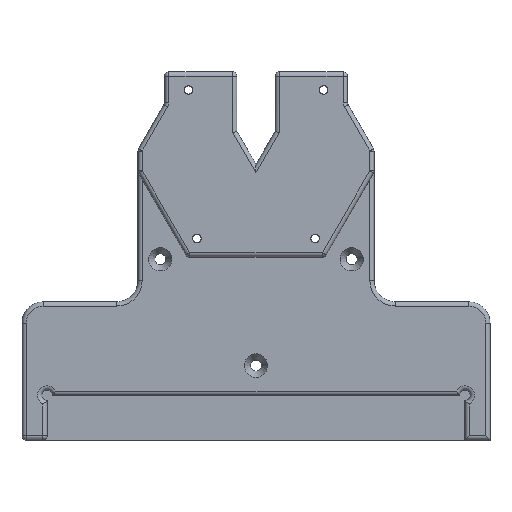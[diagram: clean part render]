
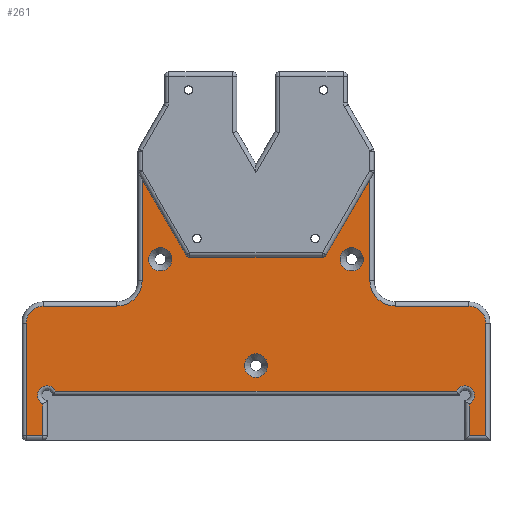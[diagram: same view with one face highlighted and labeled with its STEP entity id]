
A CAD part, top view. The second image highlights one B-rep face of the part: STEP entity #261.
In plain terms, the highlighted planar face has unit normal (0, 0, 1).
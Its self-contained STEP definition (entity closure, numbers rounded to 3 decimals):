
#123=FACE_BOUND('',#481,.T.);
#124=FACE_BOUND('',#482,.T.);
#125=FACE_BOUND('',#483,.T.);
#126=FACE_BOUND('',#484,.T.);
#160=CIRCLE('',#1692,5.5);
#161=CIRCLE('',#1693,5.5);
#162=CIRCLE('',#1694,5.5);
#163=CIRCLE('',#1695,12.);
#164=CIRCLE('',#1696,2.);
#165=CIRCLE('',#1697,2.);
#166=CIRCLE('',#1698,12.);
#167=CIRCLE('',#1699,8.);
#168=CIRCLE('',#1700,4.5);
#169=CIRCLE('',#1701,4.5);
#170=CIRCLE('',#1702,8.);
#261=ADVANCED_FACE('',(#123,#124,#125,#126),#364,.T.);
#364=PLANE('',#1703);
#481=EDGE_LOOP('',(#614));
#482=EDGE_LOOP('',(#615));
#483=EDGE_LOOP('',(#616));
#484=EDGE_LOOP('',(#617,#618,#619,#620,#621,#622,#623,#624,#625,#626,#627,
#628,#629,#630,#631,#632,#633,#634,#635,#636,#637,#638));
#614=ORIENTED_EDGE('',*,*,#1222,.T.);
#615=ORIENTED_EDGE('',*,*,#1223,.T.);
#616=ORIENTED_EDGE('',*,*,#1224,.T.);
#617=ORIENTED_EDGE('',*,*,#1225,.T.);
#618=ORIENTED_EDGE('',*,*,#1226,.T.);
#619=ORIENTED_EDGE('',*,*,#1227,.T.);
#620=ORIENTED_EDGE('',*,*,#1228,.T.);
#621=ORIENTED_EDGE('',*,*,#1229,.F.);
#622=ORIENTED_EDGE('',*,*,#1230,.T.);
#623=ORIENTED_EDGE('',*,*,#1231,.T.);
#624=ORIENTED_EDGE('',*,*,#1232,.T.);
#625=ORIENTED_EDGE('',*,*,#1233,.T.);
#626=ORIENTED_EDGE('',*,*,#1234,.T.);
#627=ORIENTED_EDGE('',*,*,#1235,.T.);
#628=ORIENTED_EDGE('',*,*,#1236,.T.);
#629=ORIENTED_EDGE('',*,*,#1237,.T.);
#630=ORIENTED_EDGE('',*,*,#1238,.T.);
#631=ORIENTED_EDGE('',*,*,#1239,.T.);
#632=ORIENTED_EDGE('',*,*,#1240,.T.);
#633=ORIENTED_EDGE('',*,*,#1241,.T.);
#634=ORIENTED_EDGE('',*,*,#1242,.T.);
#635=ORIENTED_EDGE('',*,*,#1243,.T.);
#636=ORIENTED_EDGE('',*,*,#1244,.T.);
#637=ORIENTED_EDGE('',*,*,#1245,.T.);
#638=ORIENTED_EDGE('',*,*,#1246,.T.);
#1080=VERTEX_POINT('',#2466);
#1081=VERTEX_POINT('',#2468);
#1082=VERTEX_POINT('',#2470);
#1083=VERTEX_POINT('',#2472);
#1084=VERTEX_POINT('',#2473);
#1085=VERTEX_POINT('',#2475);
#1086=VERTEX_POINT('',#2477);
#1087=VERTEX_POINT('',#2479);
#1088=VERTEX_POINT('',#2481);
#1089=VERTEX_POINT('',#2483);
#1090=VERTEX_POINT('',#2485);
#1091=VERTEX_POINT('',#2487);
#1092=VERTEX_POINT('',#2489);
#1093=VERTEX_POINT('',#2491);
#1094=VERTEX_POINT('',#2493);
#1095=VERTEX_POINT('',#2495);
#1096=VERTEX_POINT('',#2497);
#1097=VERTEX_POINT('',#2499);
#1098=VERTEX_POINT('',#2501);
#1099=VERTEX_POINT('',#2503);
#1100=VERTEX_POINT('',#2505);
#1101=VERTEX_POINT('',#2507);
#1102=VERTEX_POINT('',#2509);
#1103=VERTEX_POINT('',#2511);
#1104=VERTEX_POINT('',#2513);
#1222=EDGE_CURVE('',#1080,#1080,#160,.T.);
#1223=EDGE_CURVE('',#1081,#1081,#161,.T.);
#1224=EDGE_CURVE('',#1082,#1082,#162,.T.);
#1225=EDGE_CURVE('',#1083,#1084,#163,.T.);
#1226=EDGE_CURVE('',#1084,#1085,#1455,.T.);
#1227=EDGE_CURVE('',#1085,#1086,#1456,.T.);
#1228=EDGE_CURVE('',#1086,#1087,#164,.T.);
#1229=EDGE_CURVE('',#1088,#1087,#1457,.T.);
#1230=EDGE_CURVE('',#1088,#1089,#165,.T.);
#1231=EDGE_CURVE('',#1089,#1090,#1458,.T.);
#1232=EDGE_CURVE('',#1090,#1091,#1459,.T.);
#1233=EDGE_CURVE('',#1091,#1092,#166,.T.);
#1234=EDGE_CURVE('',#1092,#1093,#1460,.T.);
#1235=EDGE_CURVE('',#1093,#1094,#167,.T.);
#1236=EDGE_CURVE('',#1094,#1095,#1461,.T.);
#1237=EDGE_CURVE('',#1095,#1096,#1462,.T.);
#1238=EDGE_CURVE('',#1096,#1097,#1463,.T.);
#1239=EDGE_CURVE('',#1097,#1098,#168,.T.);
#1240=EDGE_CURVE('',#1098,#1099,#1464,.T.);
#1241=EDGE_CURVE('',#1099,#1100,#169,.T.);
#1242=EDGE_CURVE('',#1100,#1101,#1465,.T.);
#1243=EDGE_CURVE('',#1101,#1102,#1466,.T.);
#1244=EDGE_CURVE('',#1102,#1103,#1467,.T.);
#1245=EDGE_CURVE('',#1103,#1104,#170,.T.);
#1246=EDGE_CURVE('',#1104,#1083,#1468,.T.);
#1455=LINE('',#2474,#1576);
#1456=LINE('',#2476,#1577);
#1457=LINE('',#2480,#1578);
#1458=LINE('',#2484,#1579);
#1459=LINE('',#2486,#1580);
#1460=LINE('',#2490,#1581);
#1461=LINE('',#2494,#1582);
#1462=LINE('',#2496,#1583);
#1463=LINE('',#2498,#1584);
#1464=LINE('',#2502,#1585);
#1465=LINE('',#2506,#1586);
#1466=LINE('',#2508,#1587);
#1467=LINE('',#2510,#1588);
#1468=LINE('',#2514,#1589);
#1576=VECTOR('',#1923,1.);
#1577=VECTOR('',#1924,1.);
#1578=VECTOR('',#1927,1.);
#1579=VECTOR('',#1930,1.);
#1580=VECTOR('',#1931,1.);
#1581=VECTOR('',#1934,1.);
#1582=VECTOR('',#1937,1.);
#1583=VECTOR('',#1938,1.);
#1584=VECTOR('',#1939,1.);
#1585=VECTOR('',#1942,1.);
#1586=VECTOR('',#1945,1.);
#1587=VECTOR('',#1946,1.);
#1588=VECTOR('',#1947,1.);
#1589=VECTOR('',#1950,1.);
#1692=AXIS2_PLACEMENT_3D('',#2465,#1915,#1916);
#1693=AXIS2_PLACEMENT_3D('',#2467,#1917,#1918);
#1694=AXIS2_PLACEMENT_3D('',#2469,#1919,#1920);
#1695=AXIS2_PLACEMENT_3D('',#2471,#1921,#1922);
#1696=AXIS2_PLACEMENT_3D('',#2478,#1925,#1926);
#1697=AXIS2_PLACEMENT_3D('',#2482,#1928,#1929);
#1698=AXIS2_PLACEMENT_3D('',#2488,#1932,#1933);
#1699=AXIS2_PLACEMENT_3D('',#2492,#1935,#1936);
#1700=AXIS2_PLACEMENT_3D('',#2500,#1940,#1941);
#1701=AXIS2_PLACEMENT_3D('',#2504,#1943,#1944);
#1702=AXIS2_PLACEMENT_3D('',#2512,#1948,#1949);
#1703=AXIS2_PLACEMENT_3D('',#2515,#1951,#1952);
#1915=DIRECTION('',(0.,0.,-1.));
#1916=DIRECTION('',(-1.,0.,0.));
#1917=DIRECTION('',(0.,0.,-1.));
#1918=DIRECTION('',(-1.,0.,0.));
#1919=DIRECTION('',(0.,0.,-1.));
#1920=DIRECTION('',(-1.,0.,0.));
#1921=DIRECTION('',(0.,0.,-1.));
#1922=DIRECTION('',(1.,0.,0.));
#1923=DIRECTION('',(0.,1.,0.));
#1924=DIRECTION('',(-0.5,-0.866,0.));
#1925=DIRECTION('',(0.,0.,-1.));
#1926=DIRECTION('',(1.,0.,0.));
#1927=DIRECTION('',(1.,0.,0.));
#1928=DIRECTION('',(0.,0.,-1.));
#1929=DIRECTION('',(1.,0.,0.));
#1930=DIRECTION('',(-0.5,0.866,0.));
#1931=DIRECTION('',(0.,-1.,0.));
#1932=DIRECTION('',(0.,0.,-1.));
#1933=DIRECTION('',(1.,0.,0.));
#1934=DIRECTION('',(-1.,0.,0.));
#1935=DIRECTION('',(0.,0.,1.));
#1936=DIRECTION('',(1.,0.,0.));
#1937=DIRECTION('',(0.,-1.,0.));
#1938=DIRECTION('',(1.,0.,0.));
#1939=DIRECTION('',(0.,1.,0.));
#1940=DIRECTION('',(0.,0.,-1.));
#1941=DIRECTION('',(1.,0.,0.));
#1942=DIRECTION('',(1.,0.,0.));
#1943=DIRECTION('',(0.,0.,-1.));
#1944=DIRECTION('',(1.,0.,0.));
#1945=DIRECTION('',(0.,-1.,0.));
#1946=DIRECTION('',(1.,0.,0.));
#1947=DIRECTION('',(0.,1.,0.));
#1948=DIRECTION('',(0.,0.,1.));
#1949=DIRECTION('',(1.,0.,0.));
#1950=DIRECTION('',(-1.,0.,0.));
#1951=DIRECTION('',(0.,0.,1.));
#1952=DIRECTION('',(1.,0.,0.));
#2465=CARTESIAN_POINT('',(-45.,162.,8.));
#2466=CARTESIAN_POINT('',(-50.5,162.,8.));
#2467=CARTESIAN_POINT('',(0.,112.,8.));
#2468=CARTESIAN_POINT('',(-5.5,112.,8.));
#2469=CARTESIAN_POINT('',(45.,162.,8.));
#2470=CARTESIAN_POINT('',(39.5,162.,8.));
#2471=CARTESIAN_POINT('',(65.5,152.,8.));
#2472=CARTESIAN_POINT('',(65.5,140.,8.));
#2473=CARTESIAN_POINT('',(53.5,152.,8.));
#2474=CARTESIAN_POINT('',(53.5,203.,8.));
#2475=CARTESIAN_POINT('',(53.5,199.536,8.));
#2476=CARTESIAN_POINT('',(55.5,203.,8.));
#2477=CARTESIAN_POINT('',(32.983,164.,8.));
#2478=CARTESIAN_POINT('',(31.251,165.,8.));
#2479=CARTESIAN_POINT('',(31.251,163.,8.));
#2480=CARTESIAN_POINT('',(-55.5,163.,8.));
#2481=CARTESIAN_POINT('',(-31.251,163.,8.));
#2482=CARTESIAN_POINT('',(-31.251,165.,8.));
#2483=CARTESIAN_POINT('',(-32.983,164.,8.));
#2484=CARTESIAN_POINT('',(-32.406,163.,8.));
#2485=CARTESIAN_POINT('',(-53.5,199.536,8.));
#2486=CARTESIAN_POINT('',(-53.5,122.,8.));
#2487=CARTESIAN_POINT('',(-53.5,152.,8.));
#2488=CARTESIAN_POINT('',(-65.5,152.,8.));
#2489=CARTESIAN_POINT('',(-65.5,140.,8.));
#2490=CARTESIAN_POINT('',(-100.,140.,8.));
#2491=CARTESIAN_POINT('',(-100.,140.,8.));
#2492=CARTESIAN_POINT('',(-100.,132.,8.));
#2493=CARTESIAN_POINT('',(-108.,132.,8.));
#2494=CARTESIAN_POINT('',(-108.,77.,8.));
#2495=CARTESIAN_POINT('',(-108.,79.,8.));
#2496=CARTESIAN_POINT('',(-98.2,79.,8.));
#2497=CARTESIAN_POINT('',(-100.2,79.,8.));
#2498=CARTESIAN_POINT('',(-100.2,0.,8.));
#2499=CARTESIAN_POINT('',(-100.2,93.969,8.));
#2500=CARTESIAN_POINT('',(-98.2,98.,8.));
#2501=CARTESIAN_POINT('',(-94.169,100.,8.));
#2502=CARTESIAN_POINT('',(0.,100.,8.));
#2503=CARTESIAN_POINT('',(94.169,100.,8.));
#2504=CARTESIAN_POINT('',(98.2,98.,8.));
#2505=CARTESIAN_POINT('',(100.2,93.969,8.));
#2506=CARTESIAN_POINT('',(100.2,0.,8.));
#2507=CARTESIAN_POINT('',(100.2,79.,8.));
#2508=CARTESIAN_POINT('',(110.,79.,8.));
#2509=CARTESIAN_POINT('',(108.,79.,8.));
#2510=CARTESIAN_POINT('',(108.,102.,8.));
#2511=CARTESIAN_POINT('',(108.,132.,8.));
#2512=CARTESIAN_POINT('',(100.,132.,8.));
#2513=CARTESIAN_POINT('',(100.,140.,8.));
#2514=CARTESIAN_POINT('',(65.5,140.,8.));
#2515=CARTESIAN_POINT('',(0.,0.,8.));
